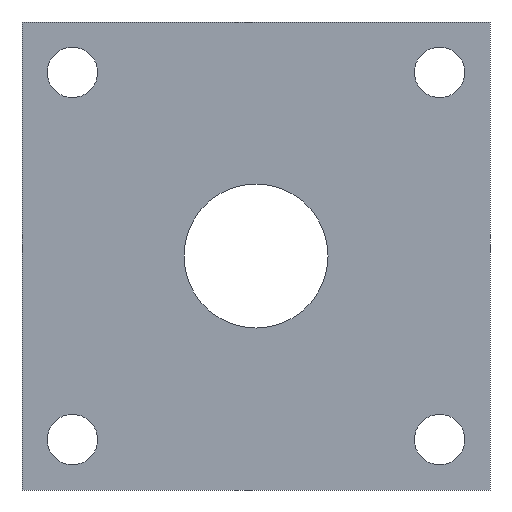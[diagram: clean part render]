
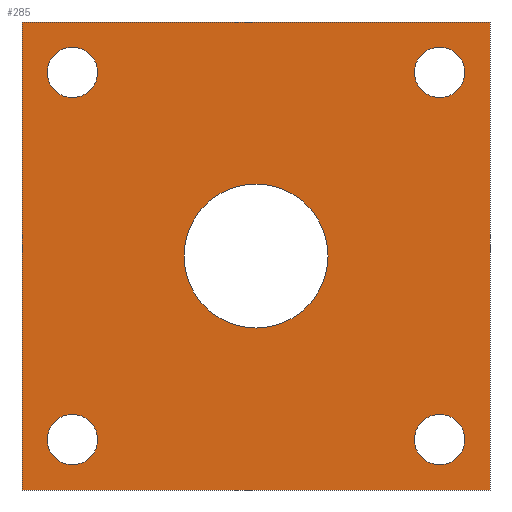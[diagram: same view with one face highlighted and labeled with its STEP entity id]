
A CAD part, left-side view. The second image highlights one B-rep face of the part: STEP entity #285.
In plain terms, the highlighted planar face has unit normal (-1, 0, 0).
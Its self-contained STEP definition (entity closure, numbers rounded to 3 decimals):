
#28=FACE_BOUND('',#83,.T.);
#29=FACE_BOUND('',#84,.T.);
#30=FACE_BOUND('',#85,.T.);
#31=FACE_BOUND('',#86,.T.);
#32=FACE_BOUND('',#87,.T.);
#38=CIRCLE('',#312,7.);
#39=CIRCLE('',#314,7.);
#40=CIRCLE('',#316,7.);
#41=CIRCLE('',#318,7.);
#46=CIRCLE('',#328,20.);
#60=FACE_OUTER_BOUND('',#82,.T.);
#82=EDGE_LOOP('',(#235,#236,#237,#238));
#83=EDGE_LOOP('',(#239));
#84=EDGE_LOOP('',(#240));
#85=EDGE_LOOP('',(#241));
#86=EDGE_LOOP('',(#242));
#87=EDGE_LOOP('',(#243));
#94=LINE('',#433,#113);
#96=LINE('',#437,#115);
#98=LINE('',#441,#117);
#100=LINE('',#444,#119);
#113=VECTOR('',#351,1.);
#115=VECTOR('',#355,1.);
#117=VECTOR('',#359,1.);
#119=VECTOR('',#363,1.);
#136=VERTEX_POINT('',#430);
#137=VERTEX_POINT('',#432);
#138=VERTEX_POINT('',#436);
#139=VERTEX_POINT('',#440);
#140=VERTEX_POINT('',#446);
#141=VERTEX_POINT('',#450);
#142=VERTEX_POINT('',#454);
#143=VERTEX_POINT('',#458);
#148=VERTEX_POINT('',#476);
#159=EDGE_CURVE('',#137,#136,#94,.T.);
#161=EDGE_CURVE('',#138,#137,#96,.T.);
#163=EDGE_CURVE('',#139,#138,#98,.T.);
#165=EDGE_CURVE('',#136,#139,#100,.T.);
#166=EDGE_CURVE('',#140,#140,#38,.T.);
#168=EDGE_CURVE('',#141,#141,#39,.T.);
#170=EDGE_CURVE('',#142,#142,#40,.T.);
#172=EDGE_CURVE('',#143,#143,#41,.T.);
#180=EDGE_CURVE('',#148,#148,#46,.T.);
#235=ORIENTED_EDGE('',*,*,#165,.T.);
#236=ORIENTED_EDGE('',*,*,#163,.T.);
#237=ORIENTED_EDGE('',*,*,#161,.T.);
#238=ORIENTED_EDGE('',*,*,#159,.T.);
#239=ORIENTED_EDGE('',*,*,#170,.T.);
#240=ORIENTED_EDGE('',*,*,#166,.T.);
#241=ORIENTED_EDGE('',*,*,#168,.T.);
#242=ORIENTED_EDGE('',*,*,#172,.T.);
#243=ORIENTED_EDGE('',*,*,#180,.T.);
#255=PLANE('',#327);
#285=ADVANCED_FACE('',(#60,#28,#29,#30,#31,#32),#255,.F.);
#312=AXIS2_PLACEMENT_3D('',#447,#366,#367);
#314=AXIS2_PLACEMENT_3D('',#451,#371,#372);
#316=AXIS2_PLACEMENT_3D('',#455,#376,#377);
#318=AXIS2_PLACEMENT_3D('',#459,#381,#382);
#327=AXIS2_PLACEMENT_3D('',#475,#402,#403);
#328=AXIS2_PLACEMENT_3D('',#477,#404,#405);
#351=DIRECTION('',(0.,1.,0.));
#355=DIRECTION('',(0.,0.,1.));
#359=DIRECTION('',(0.,-1.,0.));
#363=DIRECTION('',(0.,0.,-1.));
#366=DIRECTION('center_axis',(1.,0.,0.));
#367=DIRECTION('ref_axis',(0.,1.,0.));
#371=DIRECTION('center_axis',(1.,0.,0.));
#372=DIRECTION('ref_axis',(0.,1.,0.));
#376=DIRECTION('center_axis',(1.,0.,0.));
#377=DIRECTION('ref_axis',(0.,1.,0.));
#381=DIRECTION('center_axis',(1.,0.,0.));
#382=DIRECTION('ref_axis',(0.,1.,0.));
#402=DIRECTION('center_axis',(1.,0.,0.));
#403=DIRECTION('ref_axis',(0.,1.,0.));
#404=DIRECTION('center_axis',(1.,0.,0.));
#405=DIRECTION('ref_axis',(0.,1.,0.));
#430=CARTESIAN_POINT('',(0.,65.,65.));
#432=CARTESIAN_POINT('',(0.,-65.,65.));
#433=CARTESIAN_POINT('',(0.,-65.,65.));
#436=CARTESIAN_POINT('',(0.,-65.,-65.));
#437=CARTESIAN_POINT('',(0.,-65.,-65.));
#440=CARTESIAN_POINT('',(0.,65.,-65.));
#441=CARTESIAN_POINT('',(0.,65.,-65.));
#444=CARTESIAN_POINT('',(0.,65.,65.));
#446=CARTESIAN_POINT('',(0.,-58.,51.));
#447=CARTESIAN_POINT('Origin',(0.,-51.,51.));
#450=CARTESIAN_POINT('',(0.,44.,51.));
#451=CARTESIAN_POINT('Origin',(0.,51.,51.));
#454=CARTESIAN_POINT('',(0.,44.,-51.));
#455=CARTESIAN_POINT('Origin',(0.,51.,-51.));
#458=CARTESIAN_POINT('',(0.,-58.,-51.));
#459=CARTESIAN_POINT('Origin',(0.,-51.,-51.));
#475=CARTESIAN_POINT('Origin',(0.,0.,0.));
#476=CARTESIAN_POINT('',(0.,-20.,0.));
#477=CARTESIAN_POINT('Origin',(0.,0.,0.));
